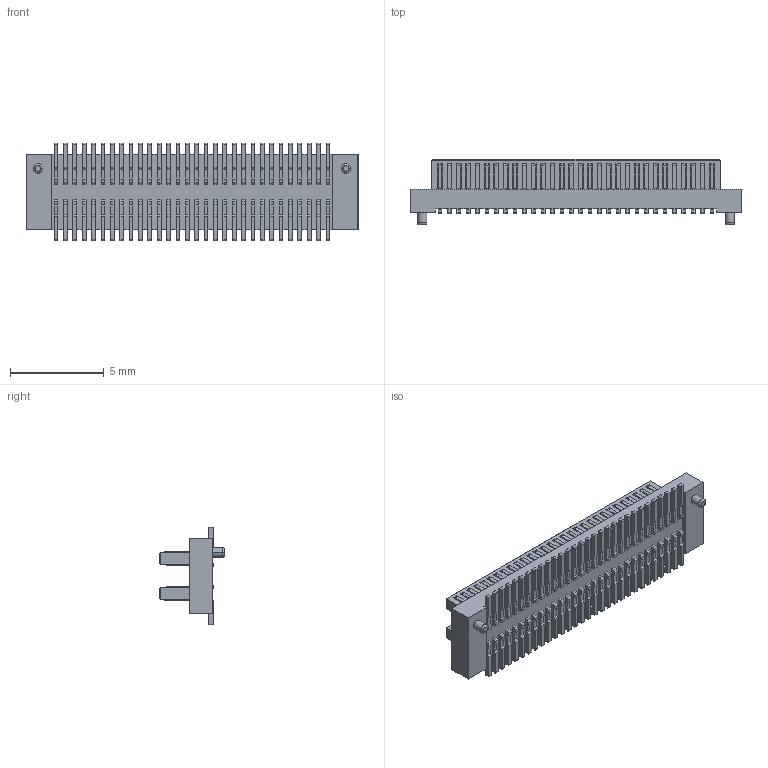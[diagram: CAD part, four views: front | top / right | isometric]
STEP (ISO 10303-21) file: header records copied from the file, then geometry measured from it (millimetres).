
FILE_DESCRIPTION((''),'2;1');
FILE_NAME('FBB05002-M60S1033K6MH10_REF','2024-12-25T',('工程三'),(''),'PRO/ENGINEER BY PARAMETRIC TECHNOLOGY CORPORATION, 2010280','PRO/ENGINEER BY PARAMETRIC TECHNOLOGY CORPORATION, 2010280','');
FILE_SCHEMA(('CONFIG_CONTROL_DESIGN'));
Products named in the file (1): FBB05002-M60S1033K6MH10_REF
Bounding box: 17.7 x 3.5 x 5.2 mm (x, y, z)
Volume: 113.8 mm3; surface area: 561.7 mm2
Topology: 1 solids, 1 shells, 2738 faces, 7832 edges, 5100 vertices
Faces by surface type: plane 2130, cylinder 604, torus 4
Entity records: 88206 total; most frequent: CARTESIAN_POINT 15670, ORIENTED_EDGE 15664, DIRECTION 14532, EDGE_CURVE 7832, VECTOR 6608, LINE 6608, VERTEX_POINT 5100, AXIS2_PLACEMENT_3D 3962
